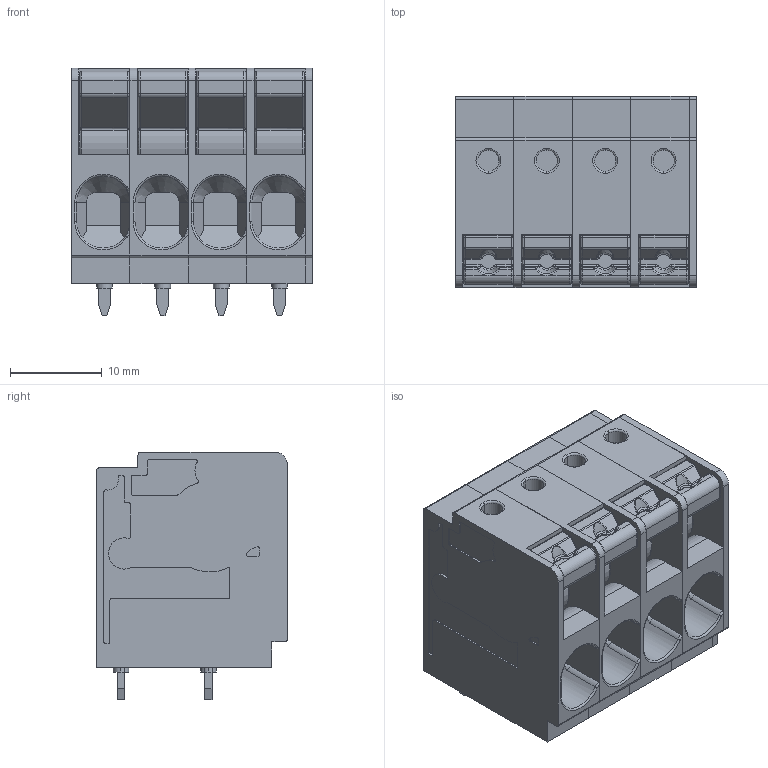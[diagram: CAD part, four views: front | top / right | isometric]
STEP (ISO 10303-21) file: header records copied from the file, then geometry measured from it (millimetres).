
FILE_DESCRIPTION(('Creo Elements/Direct Modeling STEP Export'),'2;1');
FILE_NAME('model.stp','2018-03-08T10:06:15',(''),(''),'Creo Elements/Direct Modeling STEP processor for AP214 (Solid Model)','Creo Elements/Direct Modeling 18.1I 14-Aug-2016 (C) Parametric Technology GmbH','');
FILE_SCHEMA(('AUTOMOTIVE_DESIGN { 1 0 10303 214 1 1 1 1 }'));
Length unit declared in the file: millimetre
Products named in the file (10): DK_TDPT_4_SP_6_35; AC_TDPT_4_pusher; LP_TDPT_4_SP_DRST_1_hinten; Bohrloch; TDPT_4_SP_6.35_KLM_back.1; PK_TDPT_4_SP_6_35_GEH; PK_TDPT_4_SP_6_35_ENDGEH; LP_TDPT_4_SP_DRST_1_vorne; TDPT_4_SP_6.35_KLM_front.1; TDPT_4_4_SP_6.35_ZB
Assembly tree (15 placements, depth 3):
  TDPT_4_4_SP_6.35_ZB
    TDPT_4_SP_6.35_KLM_front.1  x2
      Bohrloch
      AC_TDPT_4_pusher
      LP_TDPT_4_SP_DRST_1_vorne
    PK_TDPT_4_SP_6_35_GEH  x3
    TDPT_4_SP_6.35_KLM_back.1  x2
      Bohrloch
      LP_TDPT_4_SP_DRST_1_hinten
      AC_TDPT_4_pusher
    PK_TDPT_4_SP_6_35_ENDGEH
    DK_TDPT_4_SP_6_35
Bounding box: 26.2 x 20.75 x 26.9 mm (x, y, z)
Volume: 9504.8 mm3; surface area: 11546.5 mm2
Topology: 17 solids, 17 shells, 2269 faces, 6014 edges, 3838 vertices
Faces by surface type: plane 1220, cylinder 586, torus 292, bspline 88, sphere 40, extrusion 31, cone 12
Entity records: 61556 total; most frequent: CARTESIAN_POINT 14785, ORIENTED_EDGE 7680, DIRECTION 6816, EDGE_CURVE 3840, VECTOR 2834, LINE 2803, VERTEX_POINT 2519, AXIS2_PLACEMENT_3D 1991
